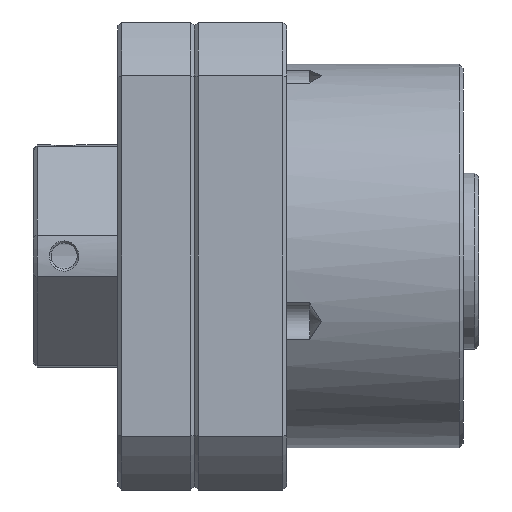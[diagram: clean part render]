
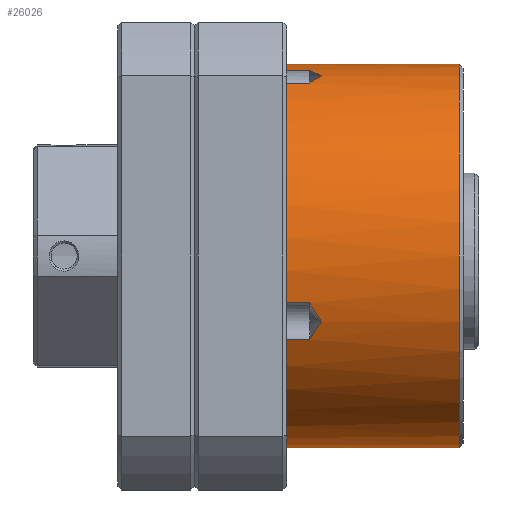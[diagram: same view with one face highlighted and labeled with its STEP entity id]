
A CAD part, front view. The second image highlights one B-rep face of the part: STEP entity #26026.
In plain terms, the highlighted cylindrical face has radius 25 mm (diameter 50 mm), a partial arc.
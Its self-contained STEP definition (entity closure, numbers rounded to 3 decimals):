
#81 = LINE ( 'NONE', #20500, #7333 ) ;
#104 = ORIENTED_EDGE ( 'NONE', *, *, #5312, .T. ) ;
#147 = DIRECTION ( 'NONE',  ( -1., 0., 0. ) ) ;
#323 = DIRECTION ( 'NONE',  ( -1., 0., 0. ) ) ;
#333 = VECTOR ( 'NONE', #28277, 1000. ) ;
#617 = VERTEX_POINT ( 'NONE', #17108 ) ;
#659 = ORIENTED_EDGE ( 'NONE', *, *, #9161, .T. ) ;
#833 = EDGE_CURVE ( 'NONE', #14747, #3244, #27584, .T. ) ;
#879 = DIRECTION ( 'NONE',  ( 1., 0., 0. ) ) ;
#1003 = CARTESIAN_POINT ( 'NONE',  ( 12., 0., 0. ) ) ;
#1245 = B_SPLINE_CURVE_WITH_KNOTS ( 'NONE', 3,
 ( #11144, #31543, #3420, #28751 ),
 .UNSPECIFIED., .F., .F.,
 ( 4, 4 ),
 ( 0., 1. ),
 .UNSPECIFIED. ) ;
#1564 = EDGE_CURVE ( 'NONE', #17882, #21095, #31640, .T. ) ;
#1726 = DIRECTION ( 'NONE',  ( -1., 0., 0. ) ) ;
#2022 = EDGE_CURVE ( 'NONE', #17882, #617, #14671, .T. ) ;
#2675 = B_SPLINE_CURVE_WITH_KNOTS ( 'NONE', 3,
 ( #27255, #4712, #9779, #17496 ),
 .UNSPECIFIED., .F., .F.,
 ( 4, 4 ),
 ( 0., 1. ),
 .UNSPECIFIED. ) ;
#2706 = EDGE_CURVE ( 'NONE', #3348, #20571, #24608, .T. ) ;
#2888 = EDGE_CURVE ( 'NONE', #20571, #7816, #24842, .T. ) ;
#2963 = DIRECTION ( 'NONE',  ( -1., 0., 0. ) ) ;
#3116 = LINE ( 'NONE', #25824, #333 ) ;
#3154 = DIRECTION ( 'NONE',  ( -1., 0., 0. ) ) ;
#3226 = CARTESIAN_POINT ( 'NONE',  ( 16.021, -23.783, -7.751 ) ) ;
#3244 = VERTEX_POINT ( 'NONE', #18165 ) ;
#3265 = EDGE_CURVE ( 'NONE', #32083, #617, #81, .T. ) ;
#3348 = VERTEX_POINT ( 'NONE', #31490 ) ;
#3420 = CARTESIAN_POINT ( 'NONE',  ( 15.511, -10.134, 22.87 ) ) ;
#3491 = ORIENTED_EDGE ( 'NONE', *, *, #2022, .F. ) ;
#3775 = VERTEX_POINT ( 'NONE', #21583 ) ;
#3782 = ORIENTED_EDGE ( 'NONE', *, *, #1564, .T. ) ;
#4221 = CIRCLE ( 'NONE', #22613, 25. ) ;
#4658 = EDGE_CURVE ( 'NONE', #3775, #22355, #19117, .T. ) ;
#4712 = CARTESIAN_POINT ( 'NONE',  ( 15.511, -6.937, 24.033 ) ) ;
#5211 = CARTESIAN_POINT ( 'NONE',  ( 16.532, -23.492, -8.551 ) ) ;
#5282 = ORIENTED_EDGE ( 'NONE', *, *, #2888, .T. ) ;
#5312 = EDGE_CURVE ( 'NONE', #21095, #3348, #21744, .T. ) ;
#5578 = ORIENTED_EDGE ( 'NONE', *, *, #4658, .F. ) ;
#5673 = AXIS2_PLACEMENT_3D ( 'NONE', #18586, #3154, #11028 ) ;
#5742 = VERTEX_POINT ( 'NONE', #31106 ) ;
#7098 = VECTOR ( 'NONE', #10045, 1000. ) ;
#7333 = VECTOR ( 'NONE', #28215, 1000. ) ;
#7546 = CARTESIAN_POINT ( 'NONE',  ( 12., -24.241, -6.113 ) ) ;
#7569 = CARTESIAN_POINT ( 'NONE',  ( 16.532, -23.492, -8.551 ) ) ;
#7723 = EDGE_CURVE ( 'NONE', #14747, #13528, #17777, .T. ) ;
#7739 = CARTESIAN_POINT ( 'NONE',  ( -94.469, -6.113, 24.241 ) ) ;
#7816 = VERTEX_POINT ( 'NONE', #26506 ) ;
#8841 = ORIENTED_EDGE ( 'NONE', *, *, #28437, .T. ) ;
#8953 = CARTESIAN_POINT ( 'NONE',  ( 0., -24.241, -6.113 ) ) ;
#9161 = EDGE_CURVE ( 'NONE', #5742, #32083, #1245, .T. ) ;
#9779 = CARTESIAN_POINT ( 'NONE',  ( 16.021, -7.751, 23.783 ) ) ;
#10045 = DIRECTION ( 'NONE',  ( 1., 0., 0. ) ) ;
#10192 = CARTESIAN_POINT ( 'NONE',  ( 15.511, -22.87, -10.134 ) ) ;
#11011 = EDGE_CURVE ( 'NONE', #13528, #7816, #4221, .T. ) ;
#11028 = DIRECTION ( 'NONE',  ( 0., 0., 1. ) ) ;
#11038 = DIRECTION ( 'NONE',  ( -1., 0., 0. ) ) ;
#11144 = CARTESIAN_POINT ( 'NONE',  ( 16.532, -8.551, 23.492 ) ) ;
#11172 = CARTESIAN_POINT ( 'NONE',  ( 15., -6.113, 24.241 ) ) ;
#12554 = ORIENTED_EDGE ( 'NONE', *, *, #24721, .T. ) ;
#13100 = CARTESIAN_POINT ( 'NONE',  ( 15., -10.899, 22.499 ) ) ;
#13451 = ORIENTED_EDGE ( 'NONE', *, *, #2706, .T. ) ;
#13528 = VERTEX_POINT ( 'NONE', #27011 ) ;
#14127 = CARTESIAN_POINT ( 'NONE',  ( 15., -24.241, -6.113 ) ) ;
#14671 = CIRCLE ( 'NONE', #24663, 25. ) ;
#14747 = VERTEX_POINT ( 'NONE', #24347 ) ;
#15165 = DIRECTION ( 'NONE',  ( 0., 0., 1. ) ) ;
#15337 = CARTESIAN_POINT ( 'NONE',  ( 34.5, 0., -25. ) ) ;
#15742 = CARTESIAN_POINT ( 'NONE',  ( 15., -24.241, -6.113 ) ) ;
#16298 = ORIENTED_EDGE ( 'NONE', *, *, #22443, .T. ) ;
#17108 = CARTESIAN_POINT ( 'NONE',  ( 12., -10.899, 22.499 ) ) ;
#17465 = ORIENTED_EDGE ( 'NONE', *, *, #833, .T. ) ;
#17496 = CARTESIAN_POINT ( 'NONE',  ( 16.532, -8.551, 23.492 ) ) ;
#17776 = CARTESIAN_POINT ( 'NONE',  ( 15., -22.499, -10.899 ) ) ;
#17777 = LINE ( 'NONE', #15337, #27744 ) ;
#17882 = VERTEX_POINT ( 'NONE', #7546 ) ;
#18165 = CARTESIAN_POINT ( 'NONE',  ( 34.5, 0., 25. ) ) ;
#18586 = CARTESIAN_POINT ( 'NONE',  ( -94.469, 0., 0. ) ) ;
#19117 = CIRCLE ( 'NONE', #29623, 25. ) ;
#19415 = DIRECTION ( 'NONE',  ( -1., 0., 0. ) ) ;
#19642 = CARTESIAN_POINT ( 'NONE',  ( 12., 0., 0. ) ) ;
#19831 = VERTEX_POINT ( 'NONE', #11172 ) ;
#19976 = VECTOR ( 'NONE', #879, 1000. ) ;
#20246 = DIRECTION ( 'NONE',  ( 0., 0., 1. ) ) ;
#20500 = CARTESIAN_POINT ( 'NONE',  ( 0., -10.899, 22.499 ) ) ;
#20571 = VERTEX_POINT ( 'NONE', #30446 ) ;
#20798 = EDGE_LOOP ( 'NONE', ( #28971, #17465, #12554, #5578, #16298, #8841, #659, #26935, #3491, #3782, #104, #13451, #5282, #31984 ) ) ;
#20902 = FACE_OUTER_BOUND ( 'NONE', #20798, .T. ) ;
#21082 = DIRECTION ( 'NONE',  ( 0., 0., 1. ) ) ;
#21095 = VERTEX_POINT ( 'NONE', #14127 ) ;
#21583 = CARTESIAN_POINT ( 'NONE',  ( 12., -6.113, 24.241 ) ) ;
#21744 = B_SPLINE_CURVE_WITH_KNOTS ( 'NONE', 3,
 ( #15742, #25785, #3226, #5211 ),
 .UNSPECIFIED., .F., .F.,
 ( 4, 4 ),
 ( 0., 1. ),
 .UNSPECIFIED. ) ;
#22355 = VERTEX_POINT ( 'NONE', #26882 ) ;
#22443 = EDGE_CURVE ( 'NONE', #3775, #19831, #24882, .T. ) ;
#22613 = AXIS2_PLACEMENT_3D ( 'NONE', #1003, #11038, #21082 ) ;
#24347 = CARTESIAN_POINT ( 'NONE',  ( 34.5, 0., -25. ) ) ;
#24355 = CARTESIAN_POINT ( 'NONE',  ( -94.469, -22.499, -10.899 ) ) ;
#24608 = B_SPLINE_CURVE_WITH_KNOTS ( 'NONE', 3,
 ( #7569, #30103, #10192, #17776 ),
 .UNSPECIFIED., .F., .F.,
 ( 4, 4 ),
 ( 0., 1. ),
 .UNSPECIFIED. ) ;
#24663 = AXIS2_PLACEMENT_3D ( 'NONE', #25514, #2963, #15165 ) ;
#24721 = EDGE_CURVE ( 'NONE', #3244, #22355, #3116, .T. ) ;
#24842 = LINE ( 'NONE', #24355, #31466 ) ;
#24882 = LINE ( 'NONE', #7739, #7098 ) ;
#25514 = CARTESIAN_POINT ( 'NONE',  ( 12., 0., 0. ) ) ;
#25785 = CARTESIAN_POINT ( 'NONE',  ( 15.511, -24.033, -6.937 ) ) ;
#25824 = CARTESIAN_POINT ( 'NONE',  ( 34.5, 0., 25. ) ) ;
#26026 = ADVANCED_FACE ( 'NONE', ( #20902 ), #30915, .T. ) ;
#26506 = CARTESIAN_POINT ( 'NONE',  ( 12., -22.499, -10.899 ) ) ;
#26882 = CARTESIAN_POINT ( 'NONE',  ( 12., 0., 25. ) ) ;
#26935 = ORIENTED_EDGE ( 'NONE', *, *, #3265, .T. ) ;
#27011 = CARTESIAN_POINT ( 'NONE',  ( 12., 0., -25. ) ) ;
#27255 = CARTESIAN_POINT ( 'NONE',  ( 15., -6.113, 24.241 ) ) ;
#27584 = CIRCLE ( 'NONE', #28602, 25. ) ;
#27744 = VECTOR ( 'NONE', #323, 1000. ) ;
#28215 = DIRECTION ( 'NONE',  ( -1., 0., 0. ) ) ;
#28277 = DIRECTION ( 'NONE',  ( -1., 0., 0. ) ) ;
#28437 = EDGE_CURVE ( 'NONE', #19831, #5742, #2675, .T. ) ;
#28602 = AXIS2_PLACEMENT_3D ( 'NONE', #30092, #147, #20246 ) ;
#28751 = CARTESIAN_POINT ( 'NONE',  ( 15., -10.899, 22.499 ) ) ;
#28971 = ORIENTED_EDGE ( 'NONE', *, *, #7723, .F. ) ;
#29623 = AXIS2_PLACEMENT_3D ( 'NONE', #19642, #1726, #31815 ) ;
#30092 = CARTESIAN_POINT ( 'NONE',  ( 34.5, 0., 0. ) ) ;
#30103 = CARTESIAN_POINT ( 'NONE',  ( 16.021, -23.201, -9.35 ) ) ;
#30446 = CARTESIAN_POINT ( 'NONE',  ( 15., -22.499, -10.899 ) ) ;
#30915 = CYLINDRICAL_SURFACE ( 'NONE', #5673, 25. ) ;
#31106 = CARTESIAN_POINT ( 'NONE',  ( 16.532, -8.551, 23.492 ) ) ;
#31466 = VECTOR ( 'NONE', #19415, 1000. ) ;
#31490 = CARTESIAN_POINT ( 'NONE',  ( 16.532, -23.492, -8.551 ) ) ;
#31543 = CARTESIAN_POINT ( 'NONE',  ( 16.021, -9.35, 23.201 ) ) ;
#31640 = LINE ( 'NONE', #8953, #19976 ) ;
#31815 = DIRECTION ( 'NONE',  ( 0., 0., 1. ) ) ;
#31984 = ORIENTED_EDGE ( 'NONE', *, *, #11011, .F. ) ;
#32083 = VERTEX_POINT ( 'NONE', #13100 ) ;
